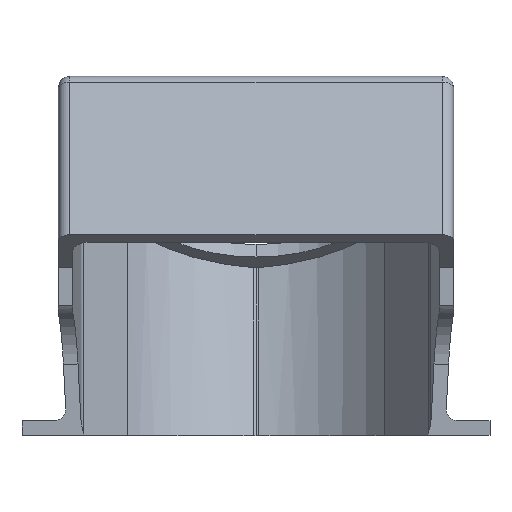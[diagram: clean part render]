
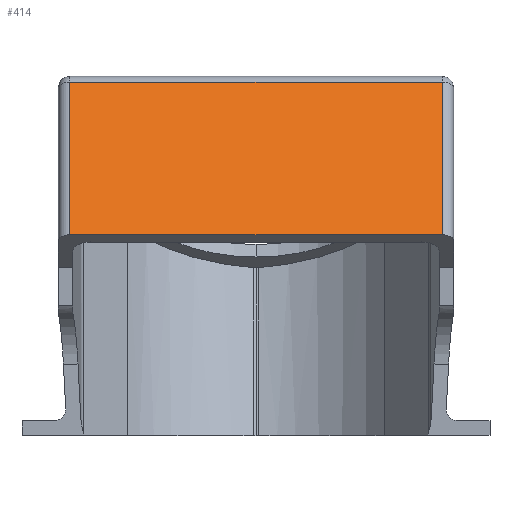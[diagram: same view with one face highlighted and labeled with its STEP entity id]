
A CAD part, top view. The second image highlights one B-rep face of the part: STEP entity #414.
In plain terms, the highlighted planar face has unit normal (0, 0.507, 0.862).
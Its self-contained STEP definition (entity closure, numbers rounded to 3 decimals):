
#4 = CARTESIAN_POINT ( 'NONE',  ( 64., 121.5, 13.774 ) ) ;
#69 = CARTESIAN_POINT ( 'NONE',  ( -64., 121.5, 13.774 ) ) ;
#126 = VECTOR ( 'NONE', #2461, 1000. ) ;
#164 = VERTEX_POINT ( 'NONE', #69 ) ;
#252 = ORIENTED_EDGE ( 'NONE', *, *, #732, .T. ) ;
#364 = DIRECTION ( 'NONE',  ( -1., 0., 0. ) ) ;
#380 = CARTESIAN_POINT ( 'NONE',  ( 68., 1.961, 84.187 ) ) ;
#414 = ADVANCED_FACE ( 'NONE', ( #1461 ), #1267, .T. ) ;
#547 = ORIENTED_EDGE ( 'NONE', *, *, #2147, .F. ) ;
#629 = EDGE_CURVE ( 'NONE', #822, #659, #2399, .T. ) ;
#659 = VERTEX_POINT ( 'NONE', #4 ) ;
#732 = EDGE_CURVE ( 'NONE', #659, #164, #1519, .T. ) ;
#774 = EDGE_CURVE ( 'NONE', #164, #2209, #2808, .T. ) ;
#787 = DIRECTION ( 'NONE',  ( 1., 0., 0. ) ) ;
#822 = VERTEX_POINT ( 'NONE', #1958 ) ;
#850 = DIRECTION ( 'NONE',  ( -1., 0., 0. ) ) ;
#867 = CARTESIAN_POINT ( 'NONE',  ( 68., 121.5, 13.774 ) ) ;
#874 = VECTOR ( 'NONE', #2172, 1000. ) ;
#942 = VECTOR ( 'NONE', #364, 1000. ) ;
#1267 = PLANE ( 'NONE',  #1876 ) ;
#1270 = ORIENTED_EDGE ( 'NONE', *, *, #629, .T. ) ;
#1461 = FACE_OUTER_BOUND ( 'NONE', #1937, .T. ) ;
#1465 = ORIENTED_EDGE ( 'NONE', *, *, #774, .T. ) ;
#1470 = CARTESIAN_POINT ( 'NONE',  ( 68., 68.941, 44.733 ) ) ;
#1478 = CARTESIAN_POINT ( 'NONE',  ( -64., 1.961, 84.187 ) ) ;
#1519 = LINE ( 'NONE', #867, #2724 ) ;
#1628 = LINE ( 'NONE', #1470, #942 ) ;
#1690 = DIRECTION ( 'NONE',  ( 0., 0.508, 0.862 ) ) ;
#1876 = AXIS2_PLACEMENT_3D ( 'NONE', #380, #1690, #787 ) ;
#1937 = EDGE_LOOP ( 'NONE', ( #547, #1270, #252, #1465 ) ) ;
#1958 = CARTESIAN_POINT ( 'NONE',  ( 64., 68.941, 44.733 ) ) ;
#2147 = EDGE_CURVE ( 'NONE', #822, #2209, #1628, .T. ) ;
#2172 = DIRECTION ( 'NONE',  ( 0., -0.862, 0.508 ) ) ;
#2205 = CARTESIAN_POINT ( 'NONE',  ( 64., 1.961, 84.187 ) ) ;
#2209 = VERTEX_POINT ( 'NONE', #2325 ) ;
#2325 = CARTESIAN_POINT ( 'NONE',  ( -64., 68.941, 44.733 ) ) ;
#2399 = LINE ( 'NONE', #2205, #126 ) ;
#2461 = DIRECTION ( 'NONE',  ( 0., 0.862, -0.508 ) ) ;
#2724 = VECTOR ( 'NONE', #850, 1000. ) ;
#2808 = LINE ( 'NONE', #1478, #874 ) ;
